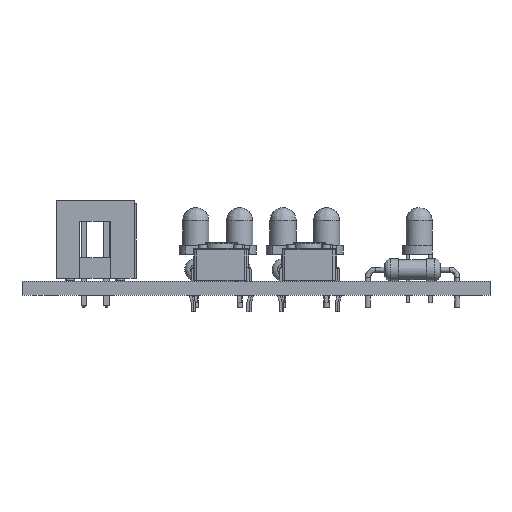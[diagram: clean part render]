
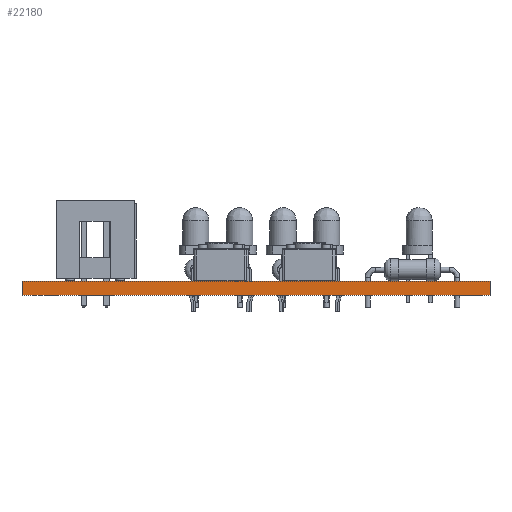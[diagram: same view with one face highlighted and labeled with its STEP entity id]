
A CAD part, left-side view. The second image highlights one B-rep face of the part: STEP entity #22180.
In plain terms, the highlighted planar face has unit normal (-1, 0, 0).
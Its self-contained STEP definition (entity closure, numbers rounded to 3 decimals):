
#22180 = ADVANCED_FACE('',(#22181),#22195,.T.);
#22181 = FACE_BOUND('',#22182,.T.);
#22182 = EDGE_LOOP('',(#22183,#22218,#22246,#22274));
#22183 = ORIENTED_EDGE('',*,*,#22184,.T.);
#22184 = EDGE_CURVE('',#22185,#22187,#22189,.T.);
#22185 = VERTEX_POINT('',#22186);
#22186 = CARTESIAN_POINT('',(22.708,-72.39,0.));
#22187 = VERTEX_POINT('',#22188);
#22188 = CARTESIAN_POINT('',(22.708,-72.39,1.6));
#22189 = SURFACE_CURVE('',#22190,(#22194,#22206),.PCURVE_S1.);
#22190 = LINE('',#22191,#22192);
#22191 = CARTESIAN_POINT('',(22.708,-72.39,0.));
#22192 = VECTOR('',#22193,1.);
#22193 = DIRECTION('',(0.,0.,1.));
#22194 = PCURVE('',#22195,#22200);
#22195 = PLANE('',#22196);
#22196 = AXIS2_PLACEMENT_3D('',#22197,#22198,#22199);
#22197 = CARTESIAN_POINT('',(22.708,-72.39,0.));
#22198 = DIRECTION('',(-1.,0.,0.));
#22199 = DIRECTION('',(0.,1.,0.));
#22200 = DEFINITIONAL_REPRESENTATION('',(#22201),#22205);
#22201 = LINE('',#22202,#22203);
#22202 = CARTESIAN_POINT('',(0.,0.));
#22203 = VECTOR('',#22204,1.);
#22204 = DIRECTION('',(0.,-1.));
#22205 = ( GEOMETRIC_REPRESENTATION_CONTEXT(2) 
PARAMETRIC_REPRESENTATION_CONTEXT() REPRESENTATION_CONTEXT('2D SPACE',''
  ) );
#22206 = PCURVE('',#22207,#22212);
#22207 = PLANE('',#22208);
#22208 = AXIS2_PLACEMENT_3D('',#22209,#22210,#22211);
#22209 = CARTESIAN_POINT('',(67.005,-72.39,0.));
#22210 = DIRECTION('',(0.,-1.,0.));
#22211 = DIRECTION('',(-1.,0.,0.));
#22212 = DEFINITIONAL_REPRESENTATION('',(#22213),#22217);
#22213 = LINE('',#22214,#22215);
#22214 = CARTESIAN_POINT('',(44.298,0.));
#22215 = VECTOR('',#22216,1.);
#22216 = DIRECTION('',(0.,-1.));
#22217 = ( GEOMETRIC_REPRESENTATION_CONTEXT(2) 
PARAMETRIC_REPRESENTATION_CONTEXT() REPRESENTATION_CONTEXT('2D SPACE',''
  ) );
#22218 = ORIENTED_EDGE('',*,*,#22219,.T.);
#22219 = EDGE_CURVE('',#22187,#22220,#22222,.T.);
#22220 = VERTEX_POINT('',#22221);
#22221 = CARTESIAN_POINT('',(22.708,-19.304,1.6));
#22222 = SURFACE_CURVE('',#22223,(#22227,#22234),.PCURVE_S1.);
#22223 = LINE('',#22224,#22225);
#22224 = CARTESIAN_POINT('',(22.708,-72.39,1.6));
#22225 = VECTOR('',#22226,1.);
#22226 = DIRECTION('',(0.,1.,0.));
#22227 = PCURVE('',#22195,#22228);
#22228 = DEFINITIONAL_REPRESENTATION('',(#22229),#22233);
#22229 = LINE('',#22230,#22231);
#22230 = CARTESIAN_POINT('',(0.,-1.6));
#22231 = VECTOR('',#22232,1.);
#22232 = DIRECTION('',(1.,0.));
#22233 = ( GEOMETRIC_REPRESENTATION_CONTEXT(2) 
PARAMETRIC_REPRESENTATION_CONTEXT() REPRESENTATION_CONTEXT('2D SPACE',''
  ) );
#22234 = PCURVE('',#22235,#22240);
#22235 = PLANE('',#22236);
#22236 = AXIS2_PLACEMENT_3D('',#22237,#22238,#22239);
#22237 = CARTESIAN_POINT('',(44.856,-45.847,1.6));
#22238 = DIRECTION('',(-0.,-0.,-1.));
#22239 = DIRECTION('',(-1.,0.,0.));
#22240 = DEFINITIONAL_REPRESENTATION('',(#22241),#22245);
#22241 = LINE('',#22242,#22243);
#22242 = CARTESIAN_POINT('',(22.149,-26.543));
#22243 = VECTOR('',#22244,1.);
#22244 = DIRECTION('',(0.,1.));
#22245 = ( GEOMETRIC_REPRESENTATION_CONTEXT(2) 
PARAMETRIC_REPRESENTATION_CONTEXT() REPRESENTATION_CONTEXT('2D SPACE',''
  ) );
#22246 = ORIENTED_EDGE('',*,*,#22247,.F.);
#22247 = EDGE_CURVE('',#22248,#22220,#22250,.T.);
#22248 = VERTEX_POINT('',#22249);
#22249 = CARTESIAN_POINT('',(22.708,-19.304,0.));
#22250 = SURFACE_CURVE('',#22251,(#22255,#22262),.PCURVE_S1.);
#22251 = LINE('',#22252,#22253);
#22252 = CARTESIAN_POINT('',(22.708,-19.304,0.));
#22253 = VECTOR('',#22254,1.);
#22254 = DIRECTION('',(0.,0.,1.));
#22255 = PCURVE('',#22195,#22256);
#22256 = DEFINITIONAL_REPRESENTATION('',(#22257),#22261);
#22257 = LINE('',#22258,#22259);
#22258 = CARTESIAN_POINT('',(53.086,0.));
#22259 = VECTOR('',#22260,1.);
#22260 = DIRECTION('',(0.,-1.));
#22261 = ( GEOMETRIC_REPRESENTATION_CONTEXT(2) 
PARAMETRIC_REPRESENTATION_CONTEXT() REPRESENTATION_CONTEXT('2D SPACE',''
  ) );
#22262 = PCURVE('',#22263,#22268);
#22263 = PLANE('',#22264);
#22264 = AXIS2_PLACEMENT_3D('',#22265,#22266,#22267);
#22265 = CARTESIAN_POINT('',(22.708,-19.304,0.));
#22266 = DIRECTION('',(0.,1.,0.));
#22267 = DIRECTION('',(1.,0.,0.));
#22268 = DEFINITIONAL_REPRESENTATION('',(#22269),#22273);
#22269 = LINE('',#22270,#22271);
#22270 = CARTESIAN_POINT('',(0.,0.));
#22271 = VECTOR('',#22272,1.);
#22272 = DIRECTION('',(0.,-1.));
#22273 = ( GEOMETRIC_REPRESENTATION_CONTEXT(2) 
PARAMETRIC_REPRESENTATION_CONTEXT() REPRESENTATION_CONTEXT('2D SPACE',''
  ) );
#22274 = ORIENTED_EDGE('',*,*,#22275,.F.);
#22275 = EDGE_CURVE('',#22185,#22248,#22276,.T.);
#22276 = SURFACE_CURVE('',#22277,(#22281,#22288),.PCURVE_S1.);
#22277 = LINE('',#22278,#22279);
#22278 = CARTESIAN_POINT('',(22.708,-72.39,0.));
#22279 = VECTOR('',#22280,1.);
#22280 = DIRECTION('',(0.,1.,0.));
#22281 = PCURVE('',#22195,#22282);
#22282 = DEFINITIONAL_REPRESENTATION('',(#22283),#22287);
#22283 = LINE('',#22284,#22285);
#22284 = CARTESIAN_POINT('',(0.,0.));
#22285 = VECTOR('',#22286,1.);
#22286 = DIRECTION('',(1.,0.));
#22287 = ( GEOMETRIC_REPRESENTATION_CONTEXT(2) 
PARAMETRIC_REPRESENTATION_CONTEXT() REPRESENTATION_CONTEXT('2D SPACE',''
  ) );
#22288 = PCURVE('',#22289,#22294);
#22289 = PLANE('',#22290);
#22290 = AXIS2_PLACEMENT_3D('',#22291,#22292,#22293);
#22291 = CARTESIAN_POINT('',(44.856,-45.847,0.));
#22292 = DIRECTION('',(-0.,-0.,-1.));
#22293 = DIRECTION('',(-1.,0.,0.));
#22294 = DEFINITIONAL_REPRESENTATION('',(#22295),#22299);
#22295 = LINE('',#22296,#22297);
#22296 = CARTESIAN_POINT('',(22.149,-26.543));
#22297 = VECTOR('',#22298,1.);
#22298 = DIRECTION('',(0.,1.));
#22299 = ( GEOMETRIC_REPRESENTATION_CONTEXT(2) 
PARAMETRIC_REPRESENTATION_CONTEXT() REPRESENTATION_CONTEXT('2D SPACE',''
  ) );
